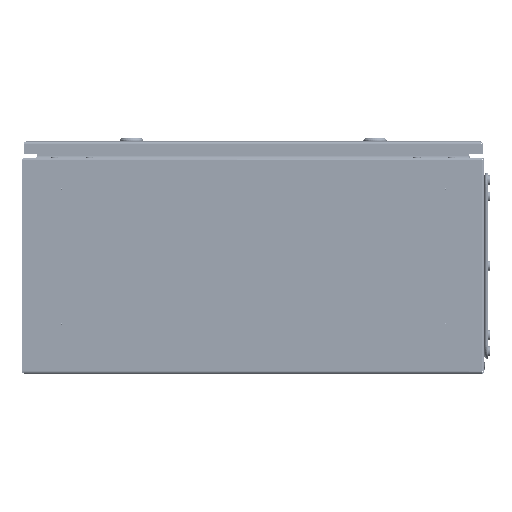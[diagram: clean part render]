
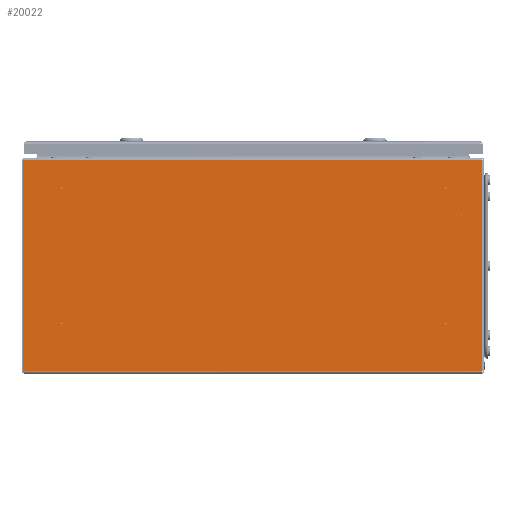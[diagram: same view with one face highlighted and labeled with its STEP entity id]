
A CAD part, left-side view. The second image highlights one B-rep face of the part: STEP entity #20022.
In plain terms, the highlighted planar face has unit normal (-1, 0, 0).
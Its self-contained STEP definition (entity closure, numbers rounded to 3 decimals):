
#994 = ORIENTED_EDGE ( 'NONE', *, *, #74170, .F. ) ;
#1166 = EDGE_CURVE ( 'NONE', #65103, #109994, #2009, .T. ) ;
#1467 = ORIENTED_EDGE ( 'NONE', *, *, #72769, .F. ) ;
#1733 = EDGE_CURVE ( 'NONE', #42064, #52011, #71033, .T. ) ;
#2009 = CIRCLE ( 'NONE', #106764, 0.883 ) ;
#2830 = CIRCLE ( 'NONE', #9190, 0.883 ) ;
#2917 = ORIENTED_EDGE ( 'NONE', *, *, #92092, .F. ) ;
#3869 = VERTEX_POINT ( 'NONE', #18383 ) ;
#3934 = EDGE_LOOP ( 'NONE', ( #28790, #994, #61216, #110181 ) ) ;
#5145 = CIRCLE ( 'NONE', #44425, 0.883 ) ;
#5303 = CARTESIAN_POINT ( 'NONE',  ( -300., -249., 65.483 ) ) ;
#5562 = DIRECTION ( 'NONE',  ( 0., 1., 0. ) ) ;
#6395 = EDGE_CURVE ( 'NONE', #85252, #20187, #46250, .T. ) ;
#8987 = DIRECTION ( 'NONE',  ( -1., 0., 0. ) ) ;
#9190 = AXIS2_PLACEMENT_3D ( 'NONE', #103636, #51511, #86595 ) ;
#9330 = ORIENTED_EDGE ( 'NONE', *, *, #6395, .F. ) ;
#9561 = DIRECTION ( 'NONE',  ( 0., 0., -1. ) ) ;
#9640 = VECTOR ( 'NONE', #19714, 1000. ) ;
#9929 = CARTESIAN_POINT ( 'NONE',  ( -300., -296.6, 294.992 ) ) ;
#12258 = DIRECTION ( 'NONE',  ( 0., 0., -1. ) ) ;
#12328 = EDGE_LOOP ( 'NONE', ( #27930, #9330 ) ) ;
#13099 = CARTESIAN_POINT ( 'NONE',  ( -300., -270., 205. ) ) ;
#13125 = EDGE_CURVE ( 'NONE', #72202, #42064, #100633, .T. ) ;
#15823 = FACE_BOUND ( 'NONE', #79140, .T. ) ;
#16368 = AXIS2_PLACEMENT_3D ( 'NONE', #106905, #44930, #36629 ) ;
#17552 = CARTESIAN_POINT ( 'NONE',  ( -300., 249., 65.483 ) ) ;
#17989 = CARTESIAN_POINT ( 'NONE',  ( -300., -249., 63.717 ) ) ;
#18383 = CARTESIAN_POINT ( 'NONE',  ( -300., -296.6, 276.6 ) ) ;
#19714 = DIRECTION ( 'NONE',  ( 0., 0., -1. ) ) ;
#20022 = ADVANCED_FACE ( 'NONE', ( #15823, #96936, #94248, #86109, #49691, #65847 ), #29377, .F. ) ;
#20187 = VERTEX_POINT ( 'NONE', #30122 ) ;
#22199 = DIRECTION ( 'NONE',  ( 0., 0., -1. ) ) ;
#23278 = DIRECTION ( 'NONE',  ( -1., 0., 0. ) ) ;
#25134 = ORIENTED_EDGE ( 'NONE', *, *, #59892, .F. ) ;
#25802 = CARTESIAN_POINT ( 'NONE',  ( -300., -270.883, 205. ) ) ;
#26935 = CARTESIAN_POINT ( 'NONE',  ( -300., -249., 64.6 ) ) ;
#27393 = DIRECTION ( 'NONE',  ( -1., 0., 0. ) ) ;
#27776 = EDGE_LOOP ( 'NONE', ( #92956, #94843 ) ) ;
#27778 = VECTOR ( 'NONE', #87901, 1000. ) ;
#27930 = ORIENTED_EDGE ( 'NONE', *, *, #33842, .F. ) ;
#28658 = CARTESIAN_POINT ( 'NONE',  ( -300., 249., 240.483 ) ) ;
#28790 = ORIENTED_EDGE ( 'NONE', *, *, #13125, .F. ) ;
#29377 = PLANE ( 'NONE',  #16368 ) ;
#30122 = CARTESIAN_POINT ( 'NONE',  ( -300., -249., 240.483 ) ) ;
#30888 = CARTESIAN_POINT ( 'NONE',  ( -300., -249., 239.6 ) ) ;
#33087 = CARTESIAN_POINT ( 'NONE',  ( -300., 298.246, 276.6 ) ) ;
#33842 = EDGE_CURVE ( 'NONE', #20187, #85252, #5145, .T. ) ;
#36629 = DIRECTION ( 'NONE',  ( 0., 0., -1. ) ) ;
#38799 = CARTESIAN_POINT ( 'NONE',  ( -300., -249., 239.6 ) ) ;
#40313 = DIRECTION ( 'NONE',  ( 0., 0., -1. ) ) ;
#40738 = DIRECTION ( 'NONE',  ( -1., 0., 0. ) ) ;
#41513 = CARTESIAN_POINT ( 'NONE',  ( -300., 298.246, 3.4 ) ) ;
#41801 = VERTEX_POINT ( 'NONE', #28658 ) ;
#41873 = AXIS2_PLACEMENT_3D ( 'NONE', #38799, #81529, #89851 ) ;
#42064 = VERTEX_POINT ( 'NONE', #41513 ) ;
#42891 = CARTESIAN_POINT ( 'NONE',  ( -300., 249., 64.6 ) ) ;
#44425 = AXIS2_PLACEMENT_3D ( 'NONE', #30888, #40738, #22199 ) ;
#44930 = DIRECTION ( 'NONE',  ( 1., 0., 0. ) ) ;
#45283 = ORIENTED_EDGE ( 'NONE', *, *, #48915, .F. ) ;
#45525 = CARTESIAN_POINT ( 'NONE',  ( -300., -300., 276.6 ) ) ;
#46250 = CIRCLE ( 'NONE', #41873, 0.883 ) ;
#48915 = EDGE_CURVE ( 'NONE', #102889, #71709, #70318, .T. ) ;
#49691 = FACE_BOUND ( 'NONE', #102687, .T. ) ;
#50086 = AXIS2_PLACEMENT_3D ( 'NONE', #86471, #8987, #103497 ) ;
#50947 = EDGE_CURVE ( 'NONE', #109994, #65103, #87576, .T. ) ;
#51511 = DIRECTION ( 'NONE',  ( -1., 0., 0. ) ) ;
#52011 = VERTEX_POINT ( 'NONE', #96996 ) ;
#53052 = DIRECTION ( 'NONE',  ( -1., 0., 0. ) ) ;
#54866 = VERTEX_POINT ( 'NONE', #17989 ) ;
#55575 = CARTESIAN_POINT ( 'NONE',  ( -300., -296.6, 3.4 ) ) ;
#56093 = VECTOR ( 'NONE', #5562, 1000. ) ;
#57397 = CARTESIAN_POINT ( 'NONE',  ( -300., -300., 3.4 ) ) ;
#59892 = EDGE_CURVE ( 'NONE', #64298, #41801, #105765, .T. ) ;
#61216 = ORIENTED_EDGE ( 'NONE', *, *, #107469, .T. ) ;
#61447 = DIRECTION ( 'NONE',  ( 0., 0., -1. ) ) ;
#64289 = EDGE_CURVE ( 'NONE', #67036, #54866, #64801, .T. ) ;
#64298 = VERTEX_POINT ( 'NONE', #93916 ) ;
#64801 = CIRCLE ( 'NONE', #104545, 0.883 ) ;
#65103 = VERTEX_POINT ( 'NONE', #106567 ) ;
#65847 = FACE_OUTER_BOUND ( 'NONE', #3934, .T. ) ;
#67036 = VERTEX_POINT ( 'NONE', #5303 ) ;
#67631 = AXIS2_PLACEMENT_3D ( 'NONE', #26935, #53052, #9561 ) ;
#69092 = LINE ( 'NONE', #9929, #9640 ) ;
#69737 = EDGE_CURVE ( 'NONE', #71709, #102889, #76958, .T. ) ;
#70318 = CIRCLE ( 'NONE', #76198, 0.883 ) ;
#71033 = LINE ( 'NONE', #33087, #79074 ) ;
#71709 = VERTEX_POINT ( 'NONE', #96879 ) ;
#72202 = VERTEX_POINT ( 'NONE', #55575 ) ;
#72769 = EDGE_CURVE ( 'NONE', #54866, #67036, #84258, .T. ) ;
#74170 = EDGE_CURVE ( 'NONE', #3869, #72202, #69092, .T. ) ;
#75407 = CARTESIAN_POINT ( 'NONE',  ( -300., -249., 64.6 ) ) ;
#76198 = AXIS2_PLACEMENT_3D ( 'NONE', #13099, #23278, #40313 ) ;
#76958 = CIRCLE ( 'NONE', #110448, 0.883 ) ;
#79074 = VECTOR ( 'NONE', #93593, 1000. ) ;
#79140 = EDGE_LOOP ( 'NONE', ( #106220, #45283 ) ) ;
#81023 = CARTESIAN_POINT ( 'NONE',  ( -300., 249., 64.6 ) ) ;
#81529 = DIRECTION ( 'NONE',  ( -1., 0., 0. ) ) ;
#84258 = CIRCLE ( 'NONE', #67631, 0.883 ) ;
#85252 = VERTEX_POINT ( 'NONE', #107742 ) ;
#85599 = DIRECTION ( 'NONE',  ( 0., 0., -1. ) ) ;
#85782 = AXIS2_PLACEMENT_3D ( 'NONE', #42891, #86367, #103395 ) ;
#86109 = FACE_BOUND ( 'NONE', #27776, .T. ) ;
#86367 = DIRECTION ( 'NONE',  ( -1., 0., 0. ) ) ;
#86471 = CARTESIAN_POINT ( 'NONE',  ( -300., 249., 239.6 ) ) ;
#86595 = DIRECTION ( 'NONE',  ( 0., 0., -1. ) ) ;
#87576 = CIRCLE ( 'NONE', #85782, 0.883 ) ;
#87901 = DIRECTION ( 'NONE',  ( 0., 1., 0. ) ) ;
#88625 = LINE ( 'NONE', #45525, #27778 ) ;
#89851 = DIRECTION ( 'NONE',  ( 0., 0., -1. ) ) ;
#92092 = EDGE_CURVE ( 'NONE', #41801, #64298, #2830, .T. ) ;
#92956 = ORIENTED_EDGE ( 'NONE', *, *, #50947, .F. ) ;
#93581 = ORIENTED_EDGE ( 'NONE', *, *, #64289, .F. ) ;
#93593 = DIRECTION ( 'NONE',  ( 0., 0., 1. ) ) ;
#93916 = CARTESIAN_POINT ( 'NONE',  ( -300., 249., 238.717 ) ) ;
#94248 = FACE_BOUND ( 'NONE', #12328, .T. ) ;
#94843 = ORIENTED_EDGE ( 'NONE', *, *, #1166, .F. ) ;
#96879 = CARTESIAN_POINT ( 'NONE',  ( -300., -269.117, 205. ) ) ;
#96936 = FACE_BOUND ( 'NONE', #107750, .T. ) ;
#96996 = CARTESIAN_POINT ( 'NONE',  ( -300., 298.246, 276.6 ) ) ;
#100633 = LINE ( 'NONE', #57397, #56093 ) ;
#102687 = EDGE_LOOP ( 'NONE', ( #2917, #25134 ) ) ;
#102889 = VERTEX_POINT ( 'NONE', #25802 ) ;
#103395 = DIRECTION ( 'NONE',  ( 0., 0., -1. ) ) ;
#103497 = DIRECTION ( 'NONE',  ( 0., 0., -1. ) ) ;
#103636 = CARTESIAN_POINT ( 'NONE',  ( -300., 249., 239.6 ) ) ;
#104545 = AXIS2_PLACEMENT_3D ( 'NONE', #75407, #110922, #85599 ) ;
#105765 = CIRCLE ( 'NONE', #50086, 0.883 ) ;
#106032 = CARTESIAN_POINT ( 'NONE',  ( -300., -270., 205. ) ) ;
#106220 = ORIENTED_EDGE ( 'NONE', *, *, #69737, .F. ) ;
#106567 = CARTESIAN_POINT ( 'NONE',  ( -300., 249., 63.717 ) ) ;
#106764 = AXIS2_PLACEMENT_3D ( 'NONE', #81023, #27393, #61447 ) ;
#106905 = CARTESIAN_POINT ( 'NONE',  ( -300., -300., 276.6 ) ) ;
#107469 = EDGE_CURVE ( 'NONE', #3869, #52011, #88625, .T. ) ;
#107742 = CARTESIAN_POINT ( 'NONE',  ( -300., -249., 238.717 ) ) ;
#107750 = EDGE_LOOP ( 'NONE', ( #93581, #1467 ) ) ;
#107868 = DIRECTION ( 'NONE',  ( -1., 0., 0. ) ) ;
#109994 = VERTEX_POINT ( 'NONE', #17552 ) ;
#110181 = ORIENTED_EDGE ( 'NONE', *, *, #1733, .F. ) ;
#110448 = AXIS2_PLACEMENT_3D ( 'NONE', #106032, #107868, #12258 ) ;
#110922 = DIRECTION ( 'NONE',  ( -1., 0., 0. ) ) ;
